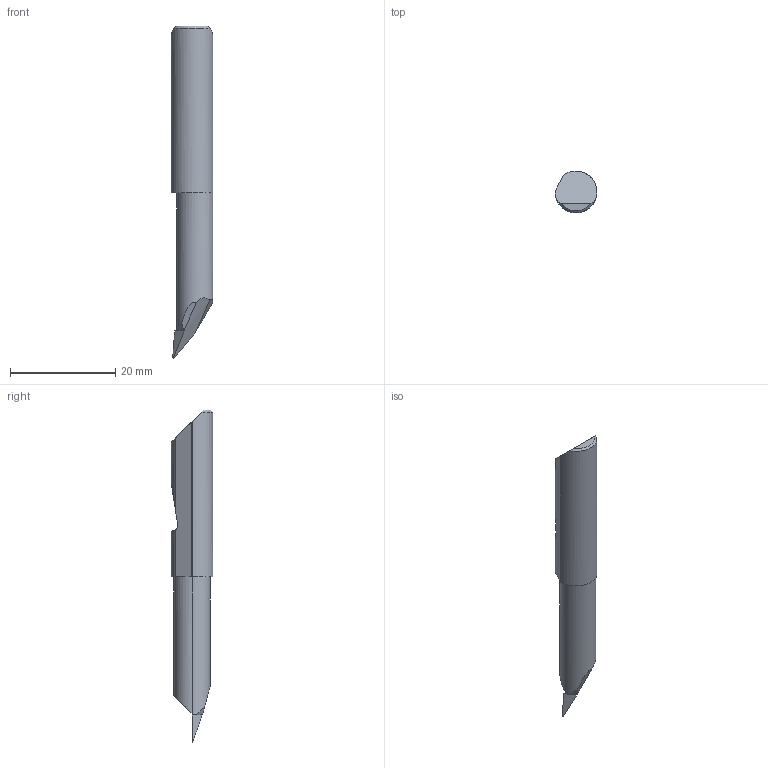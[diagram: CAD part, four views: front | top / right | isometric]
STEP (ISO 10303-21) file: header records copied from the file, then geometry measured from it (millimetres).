
FILE_DESCRIPTION (( 'STEP AP214' ), '1' );
FILE_NAME ('Micro_QPF-3001250.STEP', '2021-09-08T17:48:28', ( '' ), ( '' ), 'SwSTEP 2.0', 'SolidWorks 2020', '' );
FILE_SCHEMA (( 'AUTOMOTIVE_DESIGN' ));
Length unit declared in the file: inch
Products named in the file (1): Micro_QPF-3001250
Bounding box: 7.94 x 7.94 x 63.15 mm (x, y, z)
Volume: 2303.2 mm3; surface area: 1378.4 mm2
Topology: 1 solids, 1 shells, 25 faces, 62 edges, 39 vertices
Faces by surface type: plane 14, cylinder 10, cone 1
Entity records: 810 total; most frequent: CARTESIAN_POINT 246, ORIENTED_EDGE 124, DIRECTION 94, EDGE_CURVE 62, VERTEX_POINT 39, AXIS2_PLACEMENT_3D 35, ADVANCED_FACE 25, FACE_OUTER_BOUND 25
